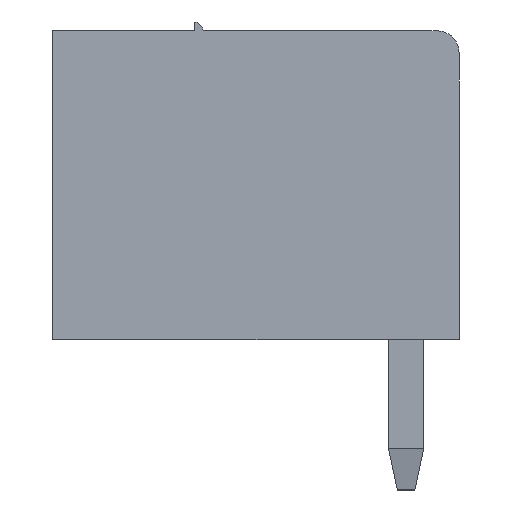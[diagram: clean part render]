
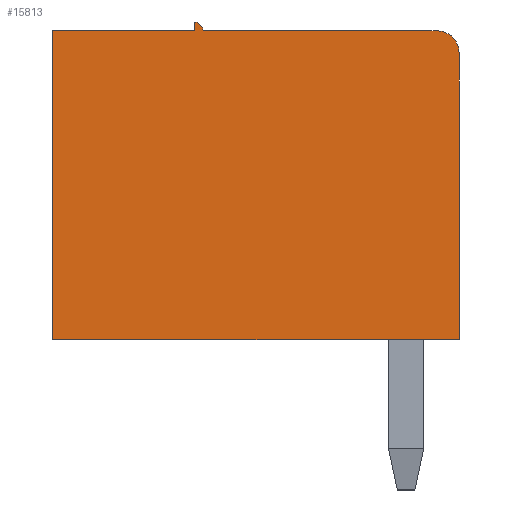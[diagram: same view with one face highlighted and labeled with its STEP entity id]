
A CAD part, left-side view. The second image highlights one B-rep face of the part: STEP entity #15813.
In plain terms, the highlighted planar face has unit normal (-1, 0, 0).
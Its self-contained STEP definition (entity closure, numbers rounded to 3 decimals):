
#293 = EDGE_CURVE ( 'NONE', #15928, #14655, #14096, .T. ) ;
#370 = DIRECTION ( 'NONE',  ( 0., 0., 1. ) ) ;
#812 = CARTESIAN_POINT ( 'NONE',  ( 0., 9.2, 0. ) ) ;
#995 = CARTESIAN_POINT ( 'NONE',  ( 0., 9.2, 7. ) ) ;
#1006 = DIRECTION ( 'NONE',  ( 0., 0., -1. ) ) ;
#1014 = LINE ( 'NONE', #18128, #29613 ) ;
#1419 = CIRCLE ( 'NONE', #3923, 0.2 ) ;
#1488 = FACE_OUTER_BOUND ( 'NONE', #16195, .T. ) ;
#1956 = DIRECTION ( 'NONE',  ( 1., 0., 0. ) ) ;
#2850 = CARTESIAN_POINT ( 'NONE',  ( 0., 6., 7. ) ) ;
#3848 = ORIENTED_EDGE ( 'NONE', *, *, #28745, .T. ) ;
#3923 = AXIS2_PLACEMENT_3D ( 'NONE', #29326, #22379, #24283 ) ;
#4201 = CARTESIAN_POINT ( 'NONE',  ( 0., 0.5, 7. ) ) ;
#4726 = CARTESIAN_POINT ( 'NONE',  ( 0., 5.8, 7. ) ) ;
#5051 = ORIENTED_EDGE ( 'NONE', *, *, #17365, .T. ) ;
#5585 = EDGE_CURVE ( 'NONE', #15806, #20693, #7776, .T. ) ;
#5645 = EDGE_CURVE ( 'NONE', #15928, #21315, #1419, .T. ) ;
#6292 = LINE ( 'NONE', #18348, #28729 ) ;
#6479 = CARTESIAN_POINT ( 'NONE',  ( 0., 9.2, 7. ) ) ;
#7195 = EDGE_CURVE ( 'NONE', #21315, #10835, #29800, .T. ) ;
#7243 = CARTESIAN_POINT ( 'NONE',  ( 0., 0., 0. ) ) ;
#7686 = ORIENTED_EDGE ( 'NONE', *, *, #7195, .T. ) ;
#7776 = LINE ( 'NONE', #812, #17940 ) ;
#7779 = VECTOR ( 'NONE', #19095, 1000. ) ;
#8263 = CARTESIAN_POINT ( 'NONE',  ( 0., 9.2, 0. ) ) ;
#8814 = DIRECTION ( 'NONE',  ( 0., 0., 1. ) ) ;
#9579 = CARTESIAN_POINT ( 'NONE',  ( 0., 9.2, 7. ) ) ;
#10620 = CARTESIAN_POINT ( 'NONE',  ( 0., 6., 7.2 ) ) ;
#10835 = VERTEX_POINT ( 'NONE', #2850 ) ;
#13708 = VERTEX_POINT ( 'NONE', #27312 ) ;
#13987 = AXIS2_PLACEMENT_3D ( 'NONE', #18252, #30716, #22867 ) ;
#14096 = LINE ( 'NONE', #9579, #7779 ) ;
#14655 = VERTEX_POINT ( 'NONE', #4201 ) ;
#14978 = EDGE_CURVE ( 'NONE', #17812, #10835, #1014, .T. ) ;
#15297 = ORIENTED_EDGE ( 'NONE', *, *, #293, .F. ) ;
#15610 = DIRECTION ( 'NONE',  ( 0., -1., 0. ) ) ;
#15616 = ORIENTED_EDGE ( 'NONE', *, *, #5645, .T. ) ;
#15806 = VERTEX_POINT ( 'NONE', #8263 ) ;
#15813 = ADVANCED_FACE ( 'NONE', ( #1488 ), #20570, .F. ) ;
#15928 = VERTEX_POINT ( 'NONE', #4726 ) ;
#16195 = EDGE_LOOP ( 'NONE', ( #5051, #3848, #15297, #15616, #7686, #30729, #25023, #26000 ) ) ;
#17365 = EDGE_CURVE ( 'NONE', #20693, #13708, #6292, .T. ) ;
#17501 = CARTESIAN_POINT ( 'NONE',  ( 0., 6., 7. ) ) ;
#17812 = VERTEX_POINT ( 'NONE', #6479 ) ;
#17940 = VECTOR ( 'NONE', #24436, 1000. ) ;
#18128 = CARTESIAN_POINT ( 'NONE',  ( 0., 9.2, 7. ) ) ;
#18252 = CARTESIAN_POINT ( 'NONE',  ( 0., 0.5, 6.5 ) ) ;
#18348 = CARTESIAN_POINT ( 'NONE',  ( 0., 0., 7. ) ) ;
#19095 = DIRECTION ( 'NONE',  ( 0., -1., 0. ) ) ;
#19851 = VECTOR ( 'NONE', #370, 1000. ) ;
#19964 = CIRCLE ( 'NONE', #13987, 0.5 ) ;
#20402 = EDGE_CURVE ( 'NONE', #15806, #17812, #29483, .T. ) ;
#20570 = PLANE ( 'NONE',  #29659 ) ;
#20693 = VERTEX_POINT ( 'NONE', #7243 ) ;
#21315 = VERTEX_POINT ( 'NONE', #10620 ) ;
#22379 = DIRECTION ( 'NONE',  ( -1., 0., 0. ) ) ;
#22867 = DIRECTION ( 'NONE',  ( 0., 0., -1. ) ) ;
#24283 = DIRECTION ( 'NONE',  ( 0., 0., 1. ) ) ;
#24436 = DIRECTION ( 'NONE',  ( 0., -1., 0. ) ) ;
#25023 = ORIENTED_EDGE ( 'NONE', *, *, #20402, .F. ) ;
#26000 = ORIENTED_EDGE ( 'NONE', *, *, #5585, .T. ) ;
#26393 = VECTOR ( 'NONE', #1006, 1000. ) ;
#27312 = CARTESIAN_POINT ( 'NONE',  ( 0., 0., 6.5 ) ) ;
#28533 = DIRECTION ( 'NONE',  ( 0., 0., -1. ) ) ;
#28729 = VECTOR ( 'NONE', #8814, 1000. ) ;
#28745 = EDGE_CURVE ( 'NONE', #13708, #14655, #19964, .T. ) ;
#29326 = CARTESIAN_POINT ( 'NONE',  ( 0., 6., 7. ) ) ;
#29483 = LINE ( 'NONE', #995, #19851 ) ;
#29613 = VECTOR ( 'NONE', #15610, 1000. ) ;
#29659 = AXIS2_PLACEMENT_3D ( 'NONE', #30418, #1956, #28533 ) ;
#29800 = LINE ( 'NONE', #17501, #26393 ) ;
#30418 = CARTESIAN_POINT ( 'NONE',  ( 0., 9.2, 7. ) ) ;
#30716 = DIRECTION ( 'NONE',  ( -1., 0., 0. ) ) ;
#30729 = ORIENTED_EDGE ( 'NONE', *, *, #14978, .F. ) ;
